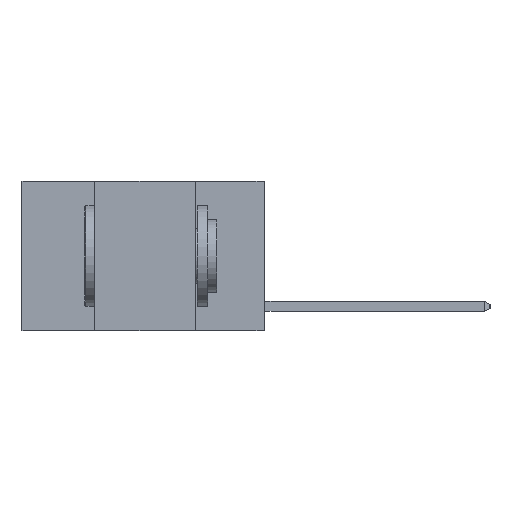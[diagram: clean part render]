
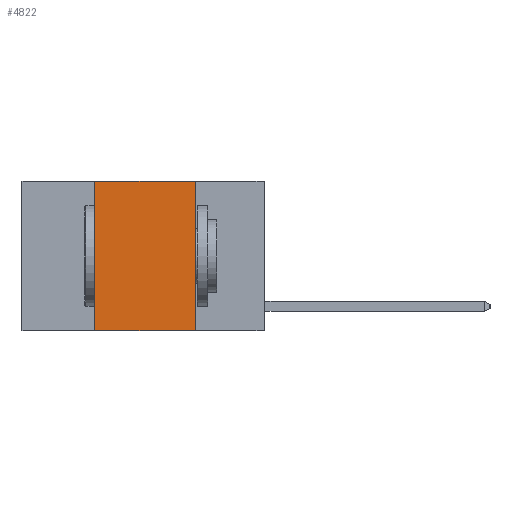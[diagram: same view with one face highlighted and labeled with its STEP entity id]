
A CAD part, left-side view. The second image highlights one B-rep face of the part: STEP entity #4822.
In plain terms, the highlighted planar face has unit normal (-1, 0, 0).
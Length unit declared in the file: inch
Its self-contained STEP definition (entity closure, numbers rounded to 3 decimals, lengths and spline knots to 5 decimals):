
#23 = CARTESIAN_POINT ( 'NONE',  ( 0., 0.6, 0. ) ) ;
#613 = VECTOR ( 'NONE', #7710, 39.37008 ) ;
#675 = VECTOR ( 'NONE', #8830, 39.37008 ) ;
#701 = VERTEX_POINT ( 'NONE', #4453 ) ;
#775 = DIRECTION ( 'NONE',  ( 0., 0., -1. ) ) ;
#799 = LINE ( 'NONE', #3041, #7825 ) ;
#805 = CARTESIAN_POINT ( 'NONE',  ( 0., 0.17, 0. ) ) ;
#1693 = VECTOR ( 'NONE', #3798, 39.37008 ) ;
#2075 = VERTEX_POINT ( 'NONE', #5762 ) ;
#2663 = ORIENTED_EDGE ( 'NONE', *, *, #6421, .F. ) ;
#2689 = EDGE_CURVE ( 'NONE', #4864, #2075, #8151, .T. ) ;
#2955 = PLANE ( 'NONE',  #8549 ) ;
#3041 = CARTESIAN_POINT ( 'NONE',  ( 0., 0.6, -0.37 ) ) ;
#3267 = ORIENTED_EDGE ( 'NONE', *, *, #9080, .F. ) ;
#3384 = ORIENTED_EDGE ( 'NONE', *, *, #8350, .T. ) ;
#3675 = EDGE_LOOP ( 'NONE', ( #5003, #3267, #2663, #3384 ) ) ;
#3798 = DIRECTION ( 'NONE',  ( 0., -1., 0. ) ) ;
#4453 = CARTESIAN_POINT ( 'NONE',  ( 0., 0.42, 0. ) ) ;
#4483 = LINE ( 'NONE', #4812, #613 ) ;
#4812 = CARTESIAN_POINT ( 'NONE',  ( 0., 0.42, 0. ) ) ;
#4822 = ADVANCED_FACE ( 'NONE', ( #5946 ), #2955, .F. ) ;
#4864 = VERTEX_POINT ( 'NONE', #805 ) ;
#5003 = ORIENTED_EDGE ( 'NONE', *, *, #2689, .F. ) ;
#5133 = DIRECTION ( 'NONE',  ( 1., 0., 0. ) ) ;
#5762 = CARTESIAN_POINT ( 'NONE',  ( 0., 0.17, -0.37 ) ) ;
#5946 = FACE_OUTER_BOUND ( 'NONE', #3675, .T. ) ;
#6421 = EDGE_CURVE ( 'NONE', #8073, #701, #4483, .T. ) ;
#7205 = LINE ( 'NONE', #8843, #1693 ) ;
#7388 = CARTESIAN_POINT ( 'NONE',  ( 0., 0.17, 0. ) ) ;
#7710 = DIRECTION ( 'NONE',  ( 0., 0., 1. ) ) ;
#7825 = VECTOR ( 'NONE', #8794, 39.37008 ) ;
#8073 = VERTEX_POINT ( 'NONE', #8516 ) ;
#8151 = LINE ( 'NONE', #7388, #675 ) ;
#8350 = EDGE_CURVE ( 'NONE', #8073, #2075, #799, .T. ) ;
#8516 = CARTESIAN_POINT ( 'NONE',  ( 0., 0.42, -0.37 ) ) ;
#8549 = AXIS2_PLACEMENT_3D ( 'NONE', #23, #5133, #775 ) ;
#8794 = DIRECTION ( 'NONE',  ( 0., -1., 0. ) ) ;
#8830 = DIRECTION ( 'NONE',  ( 0., 0., -1. ) ) ;
#8843 = CARTESIAN_POINT ( 'NONE',  ( 0., 0.6, 0. ) ) ;
#9080 = EDGE_CURVE ( 'NONE', #701, #4864, #7205, .T. ) ;
